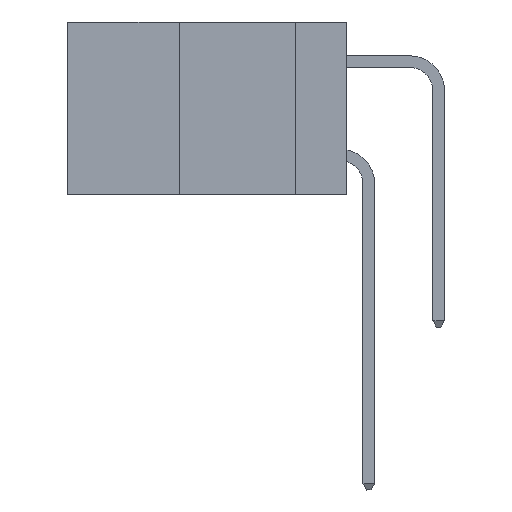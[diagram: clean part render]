
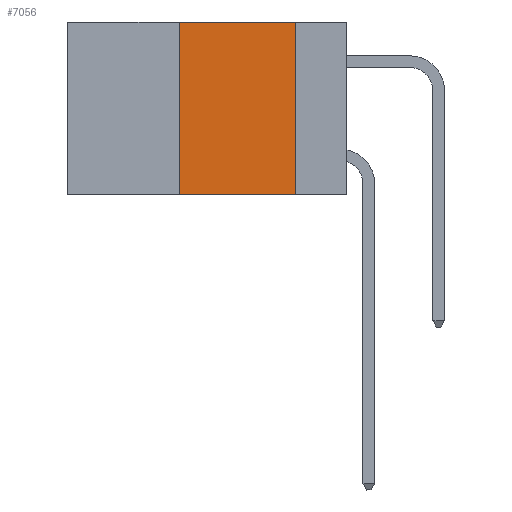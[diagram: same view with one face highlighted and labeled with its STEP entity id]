
A CAD part, left-side view. The second image highlights one B-rep face of the part: STEP entity #7056.
In plain terms, the highlighted planar face has unit normal (-1, 0, 0).
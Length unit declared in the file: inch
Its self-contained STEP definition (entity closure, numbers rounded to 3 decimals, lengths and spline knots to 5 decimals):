
#3917 = EDGE_CURVE ( 'NONE', #20218, #19991, #13771, .T. ) ;
#5343 = VERTEX_POINT ( 'NONE', #39423 ) ;
#6555 = EDGE_CURVE ( 'NONE', #20218, #28913, #12163, .T. ) ;
#6864 = PLANE ( 'NONE',  #24870 ) ;
#7056 = ADVANCED_FACE ( 'NONE', ( #15158 ), #6864, .F. ) ;
#7384 = CARTESIAN_POINT ( 'NONE',  ( 0., 0.11, -0.37 ) ) ;
#7724 = ORIENTED_EDGE ( 'NONE', *, *, #10082, .F. ) ;
#10082 = EDGE_CURVE ( 'NONE', #5343, #28913, #38140, .T. ) ;
#10148 = DIRECTION ( 'NONE',  ( 0., 0., 1. ) ) ;
#10276 = ORIENTED_EDGE ( 'NONE', *, *, #3917, .F. ) ;
#10368 = DIRECTION ( 'NONE',  ( 1., 0., 0. ) ) ;
#11709 = DIRECTION ( 'NONE',  ( 0., -1., 0. ) ) ;
#12163 = LINE ( 'NONE', #25555, #14542 ) ;
#13369 = CARTESIAN_POINT ( 'NONE',  ( 0., 0.36, 0. ) ) ;
#13771 = LINE ( 'NONE', #13369, #17607 ) ;
#14249 = EDGE_LOOP ( 'NONE', ( #7724, #32340, #10276, #14729 ) ) ;
#14388 = CARTESIAN_POINT ( 'NONE',  ( 0., 0.6, 0. ) ) ;
#14542 = VECTOR ( 'NONE', #20401, 39.37008 ) ;
#14729 = ORIENTED_EDGE ( 'NONE', *, *, #6555, .T. ) ;
#15148 = DIRECTION ( 'NONE',  ( 0., 0., -1. ) ) ;
#15158 = FACE_OUTER_BOUND ( 'NONE', #14249, .T. ) ;
#17607 = VECTOR ( 'NONE', #10148, 39.37008 ) ;
#17777 = EDGE_CURVE ( 'NONE', #19991, #5343, #32425, .T. ) ;
#18639 = CARTESIAN_POINT ( 'NONE',  ( 0., 0.11, 0. ) ) ;
#19991 = VERTEX_POINT ( 'NONE', #27864 ) ;
#20218 = VERTEX_POINT ( 'NONE', #25323 ) ;
#20401 = DIRECTION ( 'NONE',  ( 0., -1., 0. ) ) ;
#24870 = AXIS2_PLACEMENT_3D ( 'NONE', #28775, #10368, #34301 ) ;
#25323 = CARTESIAN_POINT ( 'NONE',  ( 0., 0.36, -0.37 ) ) ;
#25555 = CARTESIAN_POINT ( 'NONE',  ( 0., 0.6, -0.37 ) ) ;
#27864 = CARTESIAN_POINT ( 'NONE',  ( 0., 0.36, 0. ) ) ;
#28775 = CARTESIAN_POINT ( 'NONE',  ( 0., 0.6, 0. ) ) ;
#28913 = VERTEX_POINT ( 'NONE', #7384 ) ;
#29526 = VECTOR ( 'NONE', #11709, 39.37008 ) ;
#32340 = ORIENTED_EDGE ( 'NONE', *, *, #17777, .F. ) ;
#32425 = LINE ( 'NONE', #14388, #29526 ) ;
#33302 = VECTOR ( 'NONE', #15148, 39.37008 ) ;
#34301 = DIRECTION ( 'NONE',  ( 0., 0., -1. ) ) ;
#38140 = LINE ( 'NONE', #18639, #33302 ) ;
#39423 = CARTESIAN_POINT ( 'NONE',  ( 0., 0.11, 0. ) ) ;
